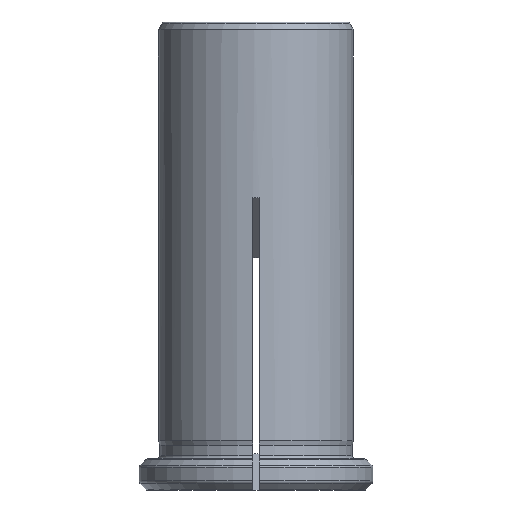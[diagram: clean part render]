
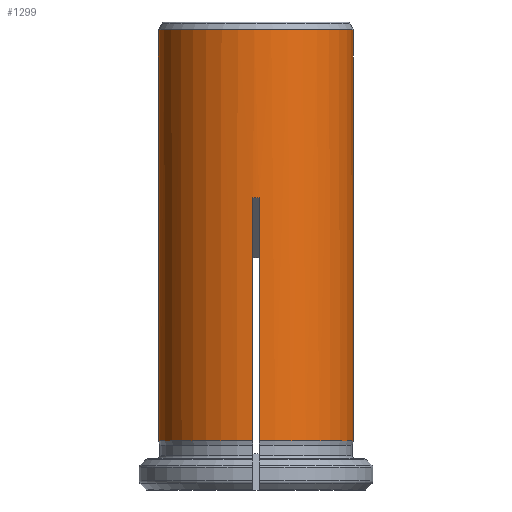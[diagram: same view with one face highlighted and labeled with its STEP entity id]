
A CAD part, front view. The second image highlights one B-rep face of the part: STEP entity #1299.
In plain terms, the highlighted cylindrical face has radius 12.5 mm (diameter 25 mm), a full revolution.
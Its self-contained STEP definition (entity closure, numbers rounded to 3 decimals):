
#152=CIRCLE('',#1401,12.5);
#153=CIRCLE('',#1402,12.5);
#154=CIRCLE('',#1404,12.5);
#155=CIRCLE('',#1406,12.5);
#156=CIRCLE('',#1408,12.5);
#213=ELLIPSE('',#1403,17.678,12.5);
#214=ELLIPSE('',#1405,17.678,12.5);
#215=ELLIPSE('',#1407,17.678,12.5);
#216=ELLIPSE('',#1409,17.678,12.5);
#252=ORIENTED_EDGE('',*,*,#660,.F.);
#253=ORIENTED_EDGE('',*,*,#661,.F.);
#254=ORIENTED_EDGE('',*,*,#662,.T.);
#255=ORIENTED_EDGE('',*,*,#663,.T.);
#256=ORIENTED_EDGE('',*,*,#664,.F.);
#257=ORIENTED_EDGE('',*,*,#665,.F.);
#258=ORIENTED_EDGE('',*,*,#666,.T.);
#259=ORIENTED_EDGE('',*,*,#667,.T.);
#260=ORIENTED_EDGE('',*,*,#668,.F.);
#261=ORIENTED_EDGE('',*,*,#669,.F.);
#262=ORIENTED_EDGE('',*,*,#670,.T.);
#263=ORIENTED_EDGE('',*,*,#671,.T.);
#264=ORIENTED_EDGE('',*,*,#672,.F.);
#265=ORIENTED_EDGE('',*,*,#673,.F.);
#266=ORIENTED_EDGE('',*,*,#674,.T.);
#267=ORIENTED_EDGE('',*,*,#675,.T.);
#268=ORIENTED_EDGE('',*,*,#676,.F.);
#660=EDGE_CURVE('',#864,#864,#152,.F.);
#661=EDGE_CURVE('',#865,#866,#153,.F.);
#662=EDGE_CURVE('',#865,#867,#989,.T.);
#663=EDGE_CURVE('',#867,#868,#213,.F.);
#664=EDGE_CURVE('',#869,#868,#990,.T.);
#665=EDGE_CURVE('',#870,#869,#154,.F.);
#666=EDGE_CURVE('',#870,#871,#991,.T.);
#667=EDGE_CURVE('',#871,#872,#214,.F.);
#668=EDGE_CURVE('',#873,#872,#992,.T.);
#669=EDGE_CURVE('',#874,#873,#155,.F.);
#670=EDGE_CURVE('',#874,#875,#993,.T.);
#671=EDGE_CURVE('',#875,#876,#215,.F.);
#672=EDGE_CURVE('',#877,#876,#994,.T.);
#673=EDGE_CURVE('',#878,#877,#156,.F.);
#674=EDGE_CURVE('',#878,#879,#995,.T.);
#675=EDGE_CURVE('',#879,#880,#216,.F.);
#676=EDGE_CURVE('',#866,#880,#996,.T.);
#864=VERTEX_POINT('',#1963);
#865=VERTEX_POINT('',#1965);
#866=VERTEX_POINT('',#1966);
#867=VERTEX_POINT('',#1968);
#868=VERTEX_POINT('',#1970);
#869=VERTEX_POINT('',#1972);
#870=VERTEX_POINT('',#1974);
#871=VERTEX_POINT('',#1976);
#872=VERTEX_POINT('',#1978);
#873=VERTEX_POINT('',#1980);
#874=VERTEX_POINT('',#1982);
#875=VERTEX_POINT('',#1984);
#876=VERTEX_POINT('',#1986);
#877=VERTEX_POINT('',#1988);
#878=VERTEX_POINT('',#1990);
#879=VERTEX_POINT('',#1992);
#880=VERTEX_POINT('',#1994);
#989=LINE('',#1967,#1057);
#990=LINE('',#1971,#1058);
#991=LINE('',#1975,#1059);
#992=LINE('',#1979,#1060);
#993=LINE('',#1983,#1061);
#994=LINE('',#1987,#1062);
#995=LINE('',#1991,#1063);
#996=LINE('',#1995,#1064);
#1057=VECTOR('',#1590,1000.);
#1058=VECTOR('',#1593,1000.);
#1059=VECTOR('',#1596,1000.);
#1060=VECTOR('',#1599,1000.);
#1061=VECTOR('',#1602,1000.);
#1062=VECTOR('',#1605,1000.);
#1063=VECTOR('',#1608,1000.);
#1064=VECTOR('',#1611,1000.);
#1113=EDGE_LOOP('',(#252));
#1114=EDGE_LOOP('',(#253,#254,#255,#256,#257,#258,#259,#260,#261,#262,#263,
#264,#265,#266,#267,#268));
#1203=FACE_BOUND('',#1113,.T.);
#1204=FACE_BOUND('',#1114,.T.);
#1286=CYLINDRICAL_SURFACE('',#1400,12.5);
#1299=ADVANCED_FACE('',(#1203,#1204),#1286,.T.);
#1400=AXIS2_PLACEMENT_3D('',#1961,#1584,#1585);
#1401=AXIS2_PLACEMENT_3D('',#1962,#1586,#1587);
#1402=AXIS2_PLACEMENT_3D('',#1964,#1588,#1589);
#1403=AXIS2_PLACEMENT_3D('',#1969,#1591,#1592);
#1404=AXIS2_PLACEMENT_3D('',#1973,#1594,#1595);
#1405=AXIS2_PLACEMENT_3D('',#1977,#1597,#1598);
#1406=AXIS2_PLACEMENT_3D('',#1981,#1600,#1601);
#1407=AXIS2_PLACEMENT_3D('',#1985,#1603,#1604);
#1408=AXIS2_PLACEMENT_3D('',#1989,#1606,#1607);
#1409=AXIS2_PLACEMENT_3D('',#1993,#1609,#1610);
#1584=DIRECTION('',(0.,0.,1.));
#1585=DIRECTION('',(1.,0.,0.));
#1586=DIRECTION('',(0.,0.,-1.));
#1587=DIRECTION('',(-1.,0.,0.));
#1588=DIRECTION('',(0.,0.,1.));
#1589=DIRECTION('',(1.,0.,0.));
#1590=DIRECTION('',(0.,0.,1.));
#1591=DIRECTION('',(0.,-0.707,-0.707));
#1592=DIRECTION('',(0.,-0.707,0.707));
#1593=DIRECTION('',(0.,0.,1.));
#1594=DIRECTION('',(0.,0.,1.));
#1595=DIRECTION('',(1.,0.,0.));
#1596=DIRECTION('',(0.,0.,1.));
#1597=DIRECTION('',(0.707,0.,-0.707));
#1598=DIRECTION('',(0.707,0.,0.707));
#1599=DIRECTION('',(0.,0.,1.));
#1600=DIRECTION('',(0.,0.,1.));
#1601=DIRECTION('',(1.,0.,0.));
#1602=DIRECTION('',(0.,0.,1.));
#1603=DIRECTION('',(0.,0.707,-0.707));
#1604=DIRECTION('',(0.,0.707,0.707));
#1605=DIRECTION('',(0.,0.,1.));
#1606=DIRECTION('',(0.,0.,1.));
#1607=DIRECTION('',(1.,0.,0.));
#1608=DIRECTION('',(0.,0.,1.));
#1609=DIRECTION('',(-0.707,0.,-0.707));
#1610=DIRECTION('',(-0.707,0.,0.707));
#1611=DIRECTION('',(0.,0.,1.));
#1961=CARTESIAN_POINT('',(0.,0.,60.));
#1962=CARTESIAN_POINT('',(0.,0.,54.986));
#1963=CARTESIAN_POINT('',(-12.5,0.,54.986));
#1964=CARTESIAN_POINT('',(0.,0.,2.313));
#1965=CARTESIAN_POINT('',(-0.4,-12.494,2.313));
#1966=CARTESIAN_POINT('',(-12.494,-0.4,2.313));
#1967=CARTESIAN_POINT('',(-0.4,-12.494,60.));
#1968=CARTESIAN_POINT('',(-0.4,-12.494,33.494));
#1969=CARTESIAN_POINT('',(0.,0.,21.));
#1970=CARTESIAN_POINT('',(0.4,-12.494,33.494));
#1971=CARTESIAN_POINT('',(0.4,-12.494,60.));
#1972=CARTESIAN_POINT('',(0.4,-12.494,2.313));
#1973=CARTESIAN_POINT('',(0.,0.,2.313));
#1974=CARTESIAN_POINT('',(12.494,-0.4,2.313));
#1975=CARTESIAN_POINT('',(12.494,-0.4,60.));
#1976=CARTESIAN_POINT('',(12.494,-0.4,33.494));
#1977=CARTESIAN_POINT('',(0.,0.,21.));
#1978=CARTESIAN_POINT('',(12.494,0.4,33.494));
#1979=CARTESIAN_POINT('',(12.494,0.4,60.));
#1980=CARTESIAN_POINT('',(12.494,0.4,2.313));
#1981=CARTESIAN_POINT('',(0.,0.,2.313));
#1982=CARTESIAN_POINT('',(0.4,12.494,2.313));
#1983=CARTESIAN_POINT('',(0.4,12.494,60.));
#1984=CARTESIAN_POINT('',(0.4,12.494,33.494));
#1985=CARTESIAN_POINT('',(0.,0.,21.));
#1986=CARTESIAN_POINT('',(-0.4,12.494,33.494));
#1987=CARTESIAN_POINT('',(-0.4,12.494,60.));
#1988=CARTESIAN_POINT('',(-0.4,12.494,2.313));
#1989=CARTESIAN_POINT('',(0.,0.,2.313));
#1990=CARTESIAN_POINT('',(-12.494,0.4,2.313));
#1991=CARTESIAN_POINT('',(-12.494,0.4,60.));
#1992=CARTESIAN_POINT('',(-12.494,0.4,33.494));
#1993=CARTESIAN_POINT('',(0.,0.,21.));
#1994=CARTESIAN_POINT('',(-12.494,-0.4,33.494));
#1995=CARTESIAN_POINT('',(-12.494,-0.4,60.));
